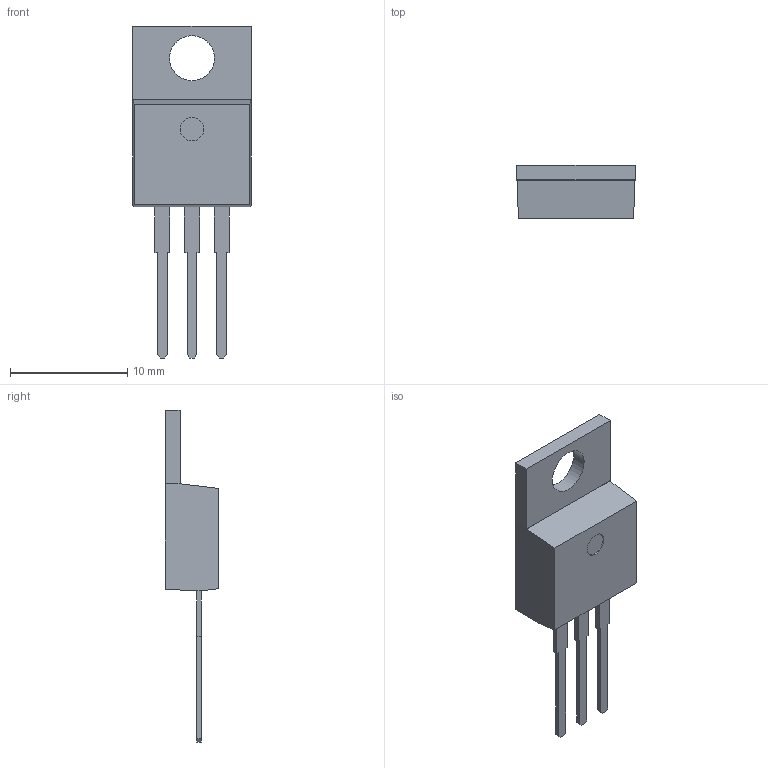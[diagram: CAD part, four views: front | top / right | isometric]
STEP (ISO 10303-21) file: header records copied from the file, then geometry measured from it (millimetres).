
FILE_DESCRIPTION((''),'2;1');
FILE_NAME('KCS0003B_ASM','2015-10-23T',('a0412025'),(''),'PRO/ENGINEER BY PARAMETRIC TECHNOLOGY CORPORATION, 2011490','PRO/ENGINEER BY PARAMETRIC TECHNOLOGY CORPORATION, 2011490','');
FILE_SCHEMA(('AUTOMOTIVE_DESIGN_CC2 { 1 2 10303 214 -1 1 5 2 }'));
Length unit declared in the file: millimetre
Products named in the file (4): BODY-TO-220; LEAD-TO220; HEATSINK-TO-220; KCS0003B_ASM
Assembly tree (5 placements, depth 2):
  KCS0003B_ASM
    BODY-TO-220
    LEAD-TO220  x3
    HEATSINK-TO-220
Bounding box: 10.16 x 4.57 x 28.36 mm (x, y, z)
Volume: 489.8 mm3; surface area: 754.2 mm2
Topology: 5 solids, 5 shells, 73 faces, 184 edges, 122 vertices
Faces by surface type: plane 69, cylinder 4
Entity records: 1985 total; most frequent: CARTESIAN_POINT 264, DIRECTION 248, ORIENTED_EDGE 248, PRESENTATION_STYLE_ASSIGNMENT 127, STYLED_ITEM 127, CURVE_STYLE 124, EDGE_CURVE 124, VECTOR 116
